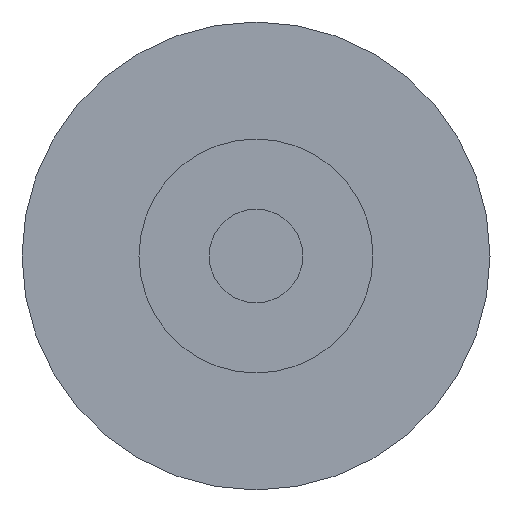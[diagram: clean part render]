
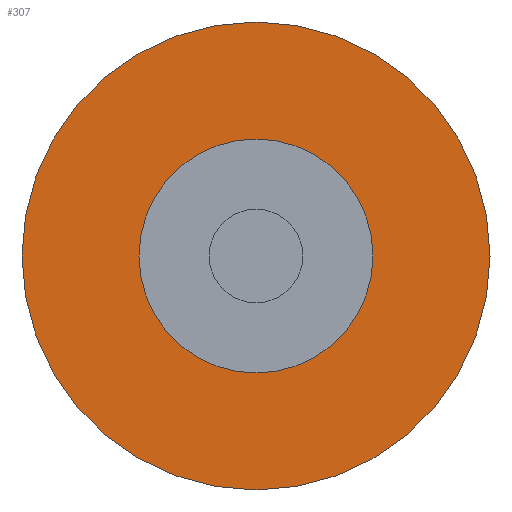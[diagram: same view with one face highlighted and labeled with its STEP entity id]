
A CAD part, left-side view. The second image highlights one B-rep face of the part: STEP entity #307.
In plain terms, the highlighted planar face has unit normal (-1, 0, 0).
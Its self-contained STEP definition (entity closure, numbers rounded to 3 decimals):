
#2 = DIRECTION ( 'NONE',  ( 0., 0., 1. ) ) ;
#30 = ORIENTED_EDGE ( 'NONE', *, *, #231, .T. ) ;
#64 = CIRCLE ( 'NONE', #152, 10. ) ;
#75 = CARTESIAN_POINT ( 'NONE',  ( -322.5, 0., 0. ) ) ;
#80 = CARTESIAN_POINT ( 'NONE',  ( -322.5, 0., 0. ) ) ;
#100 = VERTEX_POINT ( 'NONE', #174 ) ;
#104 = VERTEX_POINT ( 'NONE', #131 ) ;
#110 = DIRECTION ( 'NONE',  ( 0., 0., 1. ) ) ;
#114 = CIRCLE ( 'NONE', #180, 20. ) ;
#120 = DIRECTION ( 'NONE',  ( 0., 0., 1. ) ) ;
#126 = FACE_BOUND ( 'NONE', #197, .T. ) ;
#129 = AXIS2_PLACEMENT_3D ( 'NONE', #488, #342, #2 ) ;
#131 = CARTESIAN_POINT ( 'NONE',  ( -322.5, 0., 20. ) ) ;
#140 = CIRCLE ( 'NONE', #177, 10. ) ;
#146 = CARTESIAN_POINT ( 'NONE',  ( -322.5, 0., 0. ) ) ;
#152 = AXIS2_PLACEMENT_3D ( 'NONE', #75, #378, #110 ) ;
#157 = CIRCLE ( 'NONE', #486, 20. ) ;
#174 = CARTESIAN_POINT ( 'NONE',  ( -322.5, 0., -20. ) ) ;
#177 = AXIS2_PLACEMENT_3D ( 'NONE', #255, #291, #181 ) ;
#180 = AXIS2_PLACEMENT_3D ( 'NONE', #146, #300, #263 ) ;
#181 = DIRECTION ( 'NONE',  ( 0., 0., 1. ) ) ;
#194 = DIRECTION ( 'NONE',  ( 1., 0., 0. ) ) ;
#197 = EDGE_LOOP ( 'NONE', ( #228, #30 ) ) ;
#228 = ORIENTED_EDGE ( 'NONE', *, *, #357, .T. ) ;
#231 = EDGE_CURVE ( 'NONE', #282, #381, #140, .T. ) ;
#245 = ORIENTED_EDGE ( 'NONE', *, *, #435, .F. ) ;
#255 = CARTESIAN_POINT ( 'NONE',  ( -322.5, 0., 0. ) ) ;
#263 = DIRECTION ( 'NONE',  ( 0., 0., 1. ) ) ;
#265 = ORIENTED_EDGE ( 'NONE', *, *, #373, .F. ) ;
#282 = VERTEX_POINT ( 'NONE', #479 ) ;
#291 = DIRECTION ( 'NONE',  ( 1., 0., 0. ) ) ;
#300 = DIRECTION ( 'NONE',  ( 1., 0., 0. ) ) ;
#307 = ADVANCED_FACE ( 'NONE', ( #126, #311 ), #371, .T. ) ;
#311 = FACE_OUTER_BOUND ( 'NONE', #494, .T. ) ;
#342 = DIRECTION ( 'NONE',  ( -1., 0., 0. ) ) ;
#357 = EDGE_CURVE ( 'NONE', #381, #282, #64, .T. ) ;
#371 = PLANE ( 'NONE',  #129 ) ;
#373 = EDGE_CURVE ( 'NONE', #100, #104, #114, .T. ) ;
#378 = DIRECTION ( 'NONE',  ( 1., 0., 0. ) ) ;
#381 = VERTEX_POINT ( 'NONE', #461 ) ;
#435 = EDGE_CURVE ( 'NONE', #104, #100, #157, .T. ) ;
#461 = CARTESIAN_POINT ( 'NONE',  ( -322.5, 0., 10. ) ) ;
#479 = CARTESIAN_POINT ( 'NONE',  ( -322.5, 0., -10. ) ) ;
#486 = AXIS2_PLACEMENT_3D ( 'NONE', #80, #194, #120 ) ;
#488 = CARTESIAN_POINT ( 'NONE',  ( -322.5, 0., 0. ) ) ;
#494 = EDGE_LOOP ( 'NONE', ( #245, #265 ) ) ;
